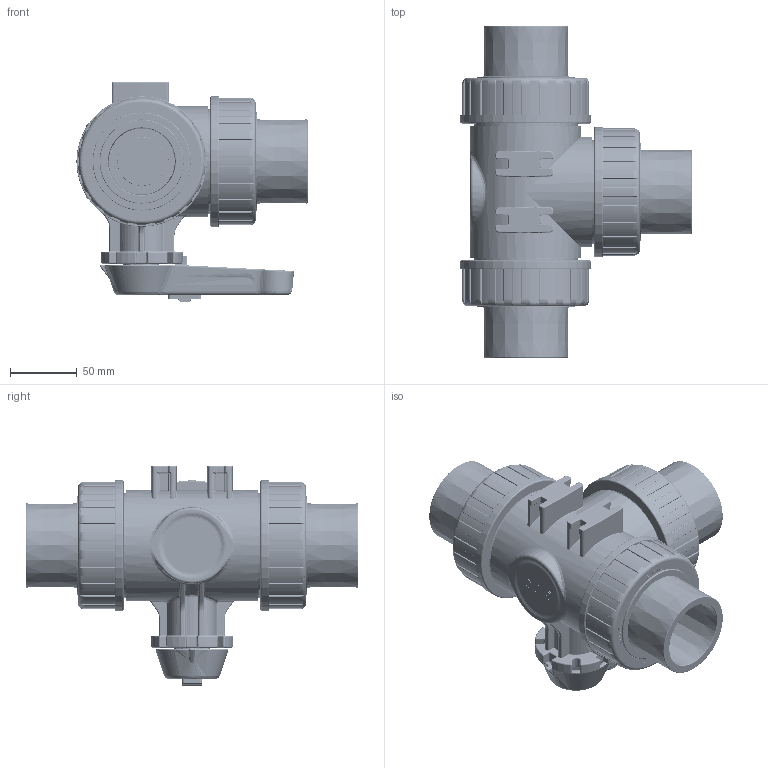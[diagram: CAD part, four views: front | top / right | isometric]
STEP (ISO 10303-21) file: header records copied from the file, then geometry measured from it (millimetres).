
FILE_DESCRIPTION(/* description */ (''),/* implementation_level */ '2;1');
FILE_NAME(/* name */ '50工业阀L型.stp',/* time_stamp */ '2026-02-05T08:06:29+08:00',/* author */ (''),/* organization */ (''),/* preprocessor_version */ 'ST-DEVELOPER v16.7',/* originating_system */ 'SIEMENS PLM Software NX 12.0',/* authorisation */ '');
FILE_SCHEMA (('AUTOMOTIVE_DESIGN { 1 0 10303 214 3 1 1 1 }'));
Length unit declared in the file: millimetre
Products named in the file (1): Admi3978DBE7yl8r
Bounding box: 173.23 x 248.57 x 164.7 mm (x, y, z)
Volume: 1021260.6 mm3; surface area: 456494.5 mm2
Topology: 34 solids, 38 shells, 5491 faces, 14229 edges, 8786 vertices
Faces by surface type: plane 2735, cylinder 1244, bspline 908, torus 345, sphere 134, extrusion 66, cone 59
Full cylindrical faces by diameter (mm): 1.5 x4, 2 x3, 3 x3, 4.2 x1, 5.2 x1, 5.8 x1, 9 x1, 16 x2, 22 x3, 23 x1, 28.5 x1, 36.3 x2, 36.5 x8, 40 x8, 40.3 x3, 41.5 x1, 45.5 x13, 47.6 x3, 50 x6, 60 x6, 61.3 x11, 67 x2, 68 x3, 69 x15, 73.5 x3, 74 x3, 78 x27, 78.576 x30, 81.534 x30, 83 x2
Entity records: 233131 total; most frequent: CARTESIAN_POINT 115607, ORIENTED_EDGE 26774, DIRECTION 20502, EDGE_CURVE 13387, VERTEX_POINT 8515, AXIS2_PLACEMENT_3D 7723, EDGE_LOOP 5918, ADVANCED_FACE 5400
